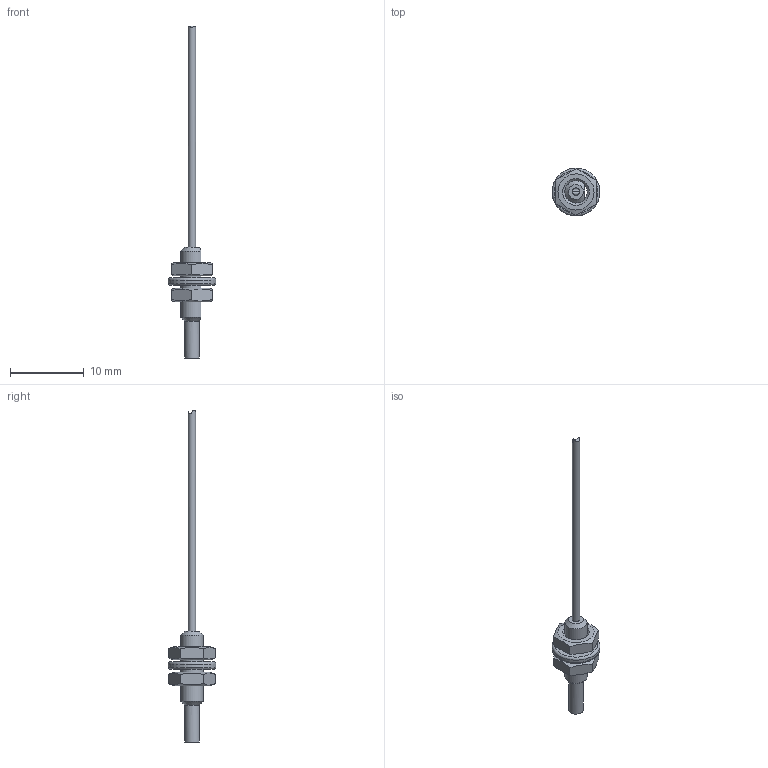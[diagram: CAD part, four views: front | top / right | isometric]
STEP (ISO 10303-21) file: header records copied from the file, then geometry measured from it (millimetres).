
FILE_DESCRIPTION(/* description */ (''),/* implementation_level */ '2;1');
FILE_NAME(/* name */ 'LS207009.stp',/* time_stamp */ '2016-10-06T13:32:26+02:00',/* author */ ('mitarbeiter'),/* organization */ (''),/* preprocessor_version */ 'ST-DEVELOPER v15.2',/* originating_system */ 'Autodesk Inventor 2014',/* authorisation */ '');
FILE_SCHEMA (('AUTOMOTIVE_DESIGN { 1 0 10303 214 3 1 1 }'));
Length unit declared in the file: millimetre
Products named in the file (4): LS207009; Mutter 3x1,8; Beilagscheibe 6,5
Bounding box: 6.5 x 6.5 x 45 mm (x, y, z)
Volume: 192.1 mm3; surface area: 460.2 mm2
Topology: 4 solids, 4 shells, 44 faces, 98 edges, 63 vertices
Faces by surface type: plane 21, cone 10, cylinder 9, torus 4
Full cylindrical faces by diameter (mm): 1 x1, 2 x1, 3 x2, 3.3 x1, 6.5 x1
Entity records: 886 total; most frequent: CARTESIAN_POINT 226, DIRECTION 127, ORIENTED_EDGE 98, AXIS2_PLACEMENT_3D 59, EDGE_LOOP 51, EDGE_CURVE 49, VERTEX_POINT 40, FACE_OUTER_BOUND 31
